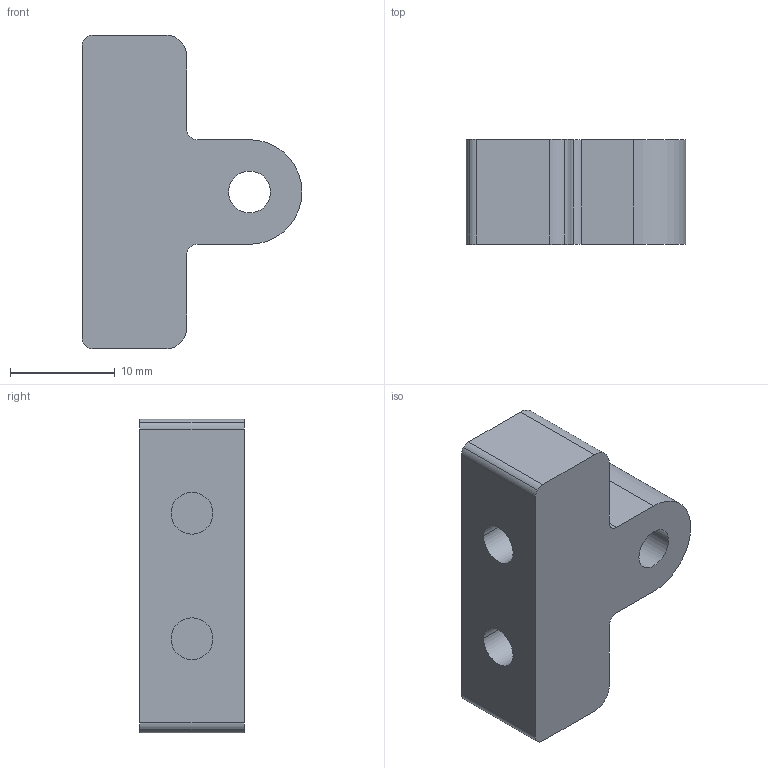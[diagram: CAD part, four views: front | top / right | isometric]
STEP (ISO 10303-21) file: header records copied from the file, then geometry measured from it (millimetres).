
FILE_DESCRIPTION(('STEP AP214'),'1');
FILE_NAME('SupportLED.stp','2017-04-09T20:34:08',(' '),(' '),'Spatial InterOp 3D',' ',' ');
FILE_SCHEMA(('automotive_design'));
Length unit declared in the file: metre
Products named in the file (1): 1
Bounding box: 21 x 10 x 30 mm (x, y, z)
Volume: 3699.1 mm3; surface area: 1989.2 mm2
Topology: 1 solids, 1 shells, 31 faces, 83 edges, 56 vertices
Faces by surface type: cylinder 20, plane 11
Entity records: 1272 total; most frequent: DIRECTION 189, CARTESIAN_POINT 171, ORIENTED_EDGE 166, EDGE_CURVE 83, AXIS2_PLACEMENT_3D 74, VERTEX_POINT 56, CIRCLE 42, LINE 41
